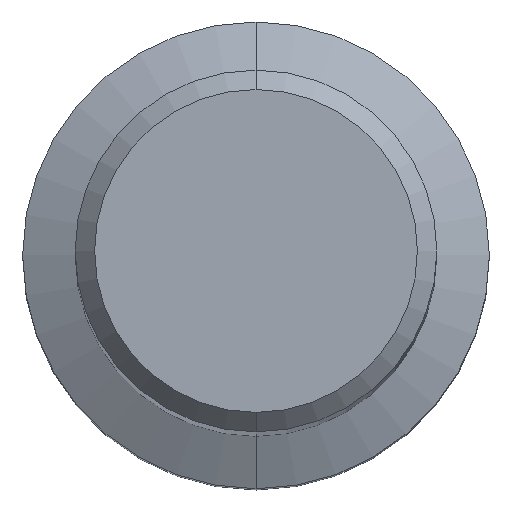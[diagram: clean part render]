
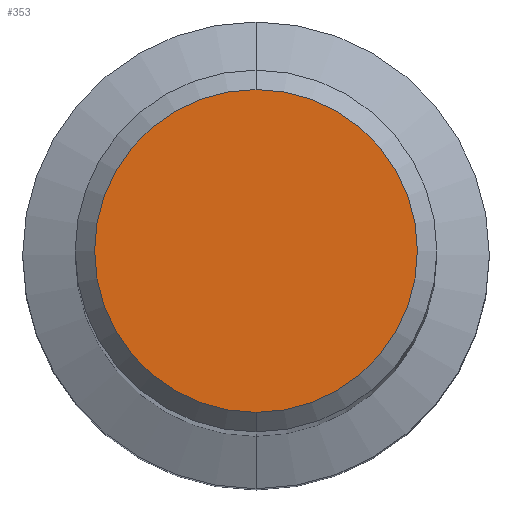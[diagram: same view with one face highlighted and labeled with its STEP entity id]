
A CAD part, top view. The second image highlights one B-rep face of the part: STEP entity #353.
In plain terms, the highlighted planar face has unit normal (0, 0, 1).
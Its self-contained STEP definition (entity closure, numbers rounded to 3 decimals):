
#203=VERTEX_POINT('',#558);
#239=EDGE_CURVE('',#203,#483,#600,.T.);
#305=EDGE_CURVE('',#483,#203,#670,.T.);
#353=ADVANCED_FACE('',(#722),#723,.T.);
#483=VERTEX_POINT('',#869);
#558=CARTESIAN_POINT('',(0.0,4.15,0.0));
#600=CIRCLE('',#1024,4.15);
#670=CIRCLE('',#1179,4.15);
#722=FACE_OUTER_BOUND('',#1281,.T.);
#723=PLANE('',#1282);
#869=CARTESIAN_POINT('',(0.,-4.15,0.0));
#1024=AXIS2_PLACEMENT_3D('',#1720,#1721,#1722);
#1179=AXIS2_PLACEMENT_3D('',#1779,#1780,#1781);
#1281=EDGE_LOOP('',(#1833,#1834));
#1282=AXIS2_PLACEMENT_3D('',#1835,#1836,#1837);
#1720=CARTESIAN_POINT('',(0.0,0.0,0.0));
#1721=DIRECTION('',(0.0,0.0,-1.0));
#1722=DIRECTION('',(0.0,1.0,0.0));
#1779=CARTESIAN_POINT('',(0.0,0.0,0.0));
#1780=DIRECTION('',(0.0,0.0,-1.0));
#1781=DIRECTION('',(0.0,1.0,0.0));
#1833=ORIENTED_EDGE('',*,*,#239,.F.);
#1834=ORIENTED_EDGE('',*,*,#305,.F.);
#1835=CARTESIAN_POINT('',(0.0,2.075,0.0));
#1836=DIRECTION('',(-0.0,0.0,1.0));
#1837=DIRECTION('',(0.0,-1.0,0.0));
